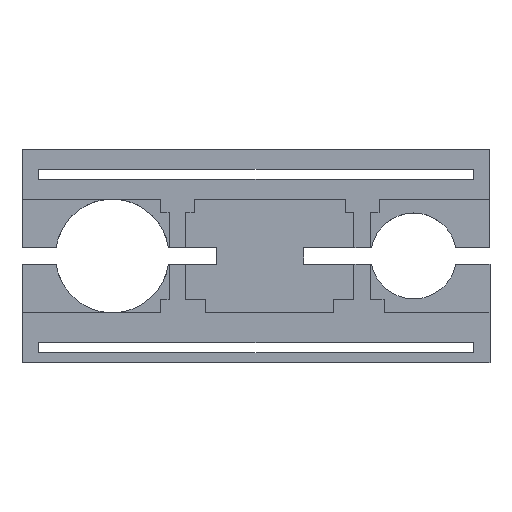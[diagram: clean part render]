
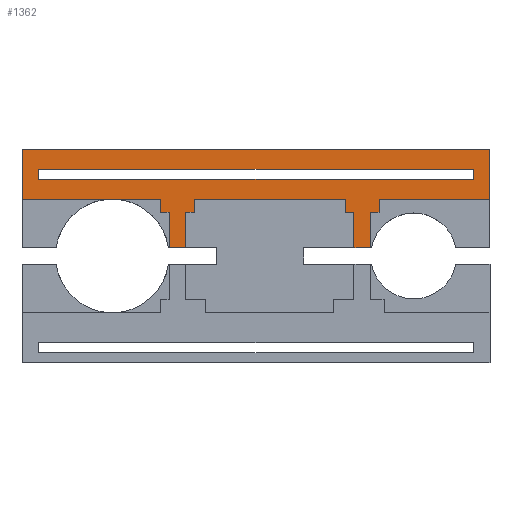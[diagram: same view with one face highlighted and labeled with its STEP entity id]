
A CAD part, top view. The second image highlights one B-rep face of the part: STEP entity #1362.
In plain terms, the highlighted planar face has unit normal (0, 0, 1).
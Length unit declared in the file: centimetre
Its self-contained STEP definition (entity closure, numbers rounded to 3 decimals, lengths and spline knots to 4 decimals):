
#32=FACE_BOUND('',#107,.T.);
#36=FACE_OUTER_BOUND('',#106,.T.);
#106=EDGE_LOOP('',(#892,#893,#894,#895,#896,#897,#898,#899,#900,#901,#902,
#903,#904,#905,#906,#907,#908,#909,#910,#911,#912));
#107=EDGE_LOOP('',(#913,#914,#915,#916));
#180=LINE('',#1870,#370);
#181=LINE('',#1872,#371);
#182=LINE('',#1874,#372);
#183=LINE('',#1876,#373);
#184=LINE('',#1878,#374);
#185=LINE('',#1880,#375);
#186=LINE('',#1882,#376);
#187=LINE('',#1884,#377);
#188=LINE('',#1886,#378);
#189=LINE('',#1888,#379);
#190=LINE('',#1890,#380);
#191=LINE('',#1892,#381);
#192=LINE('',#1894,#382);
#193=LINE('',#1896,#383);
#194=LINE('',#1898,#384);
#195=LINE('',#1900,#385);
#196=LINE('',#1902,#386);
#197=LINE('',#1904,#387);
#198=LINE('',#1906,#388);
#199=LINE('',#1908,#389);
#200=LINE('',#1909,#390);
#201=LINE('',#1912,#391);
#202=LINE('',#1914,#392);
#203=LINE('',#1916,#393);
#204=LINE('',#1917,#394);
#370=VECTOR('',#1518,1.);
#371=VECTOR('',#1519,1.);
#372=VECTOR('',#1520,1.);
#373=VECTOR('',#1521,1.);
#374=VECTOR('',#1522,1.);
#375=VECTOR('',#1523,1.);
#376=VECTOR('',#1524,1.);
#377=VECTOR('',#1525,1.);
#378=VECTOR('',#1526,1.);
#379=VECTOR('',#1527,1.);
#380=VECTOR('',#1528,1.);
#381=VECTOR('',#1529,1.);
#382=VECTOR('',#1530,1.);
#383=VECTOR('',#1531,1.);
#384=VECTOR('',#1532,1.);
#385=VECTOR('',#1533,1.);
#386=VECTOR('',#1534,1.);
#387=VECTOR('',#1535,1.);
#388=VECTOR('',#1536,1.);
#389=VECTOR('',#1537,1.);
#390=VECTOR('',#1538,1.);
#391=VECTOR('',#1539,1.);
#392=VECTOR('',#1540,1.);
#393=VECTOR('',#1541,1.);
#394=VECTOR('',#1542,1.);
#560=VERTEX_POINT('',#1868);
#561=VERTEX_POINT('',#1869);
#562=VERTEX_POINT('',#1871);
#563=VERTEX_POINT('',#1873);
#564=VERTEX_POINT('',#1875);
#565=VERTEX_POINT('',#1877);
#566=VERTEX_POINT('',#1879);
#567=VERTEX_POINT('',#1881);
#568=VERTEX_POINT('',#1883);
#569=VERTEX_POINT('',#1885);
#570=VERTEX_POINT('',#1887);
#571=VERTEX_POINT('',#1889);
#572=VERTEX_POINT('',#1891);
#573=VERTEX_POINT('',#1893);
#574=VERTEX_POINT('',#1895);
#575=VERTEX_POINT('',#1897);
#576=VERTEX_POINT('',#1899);
#577=VERTEX_POINT('',#1901);
#578=VERTEX_POINT('',#1903);
#579=VERTEX_POINT('',#1905);
#580=VERTEX_POINT('',#1907);
#581=VERTEX_POINT('',#1910);
#582=VERTEX_POINT('',#1911);
#583=VERTEX_POINT('',#1913);
#584=VERTEX_POINT('',#1915);
#692=EDGE_CURVE('',#560,#561,#180,.T.);
#693=EDGE_CURVE('',#562,#561,#181,.T.);
#694=EDGE_CURVE('',#563,#562,#182,.T.);
#695=EDGE_CURVE('',#564,#563,#183,.T.);
#696=EDGE_CURVE('',#565,#564,#184,.T.);
#697=EDGE_CURVE('',#566,#565,#185,.T.);
#698=EDGE_CURVE('',#567,#566,#186,.T.);
#699=EDGE_CURVE('',#568,#567,#187,.T.);
#700=EDGE_CURVE('',#569,#568,#188,.T.);
#701=EDGE_CURVE('',#570,#569,#189,.T.);
#702=EDGE_CURVE('',#571,#570,#190,.T.);
#703=EDGE_CURVE('',#572,#571,#191,.T.);
#704=EDGE_CURVE('',#573,#572,#192,.T.);
#705=EDGE_CURVE('',#573,#574,#193,.T.);
#706=EDGE_CURVE('',#575,#574,#194,.T.);
#707=EDGE_CURVE('',#576,#575,#195,.T.);
#708=EDGE_CURVE('',#577,#576,#196,.T.);
#709=EDGE_CURVE('',#578,#577,#197,.T.);
#710=EDGE_CURVE('',#579,#578,#198,.T.);
#711=EDGE_CURVE('',#580,#579,#199,.T.);
#712=EDGE_CURVE('',#560,#580,#200,.T.);
#713=EDGE_CURVE('',#581,#582,#201,.T.);
#714=EDGE_CURVE('',#582,#583,#202,.T.);
#715=EDGE_CURVE('',#583,#584,#203,.T.);
#716=EDGE_CURVE('',#584,#581,#204,.T.);
#892=ORIENTED_EDGE('',*,*,#692,.T.);
#893=ORIENTED_EDGE('',*,*,#693,.F.);
#894=ORIENTED_EDGE('',*,*,#694,.F.);
#895=ORIENTED_EDGE('',*,*,#695,.F.);
#896=ORIENTED_EDGE('',*,*,#696,.F.);
#897=ORIENTED_EDGE('',*,*,#697,.F.);
#898=ORIENTED_EDGE('',*,*,#698,.F.);
#899=ORIENTED_EDGE('',*,*,#699,.F.);
#900=ORIENTED_EDGE('',*,*,#700,.F.);
#901=ORIENTED_EDGE('',*,*,#701,.F.);
#902=ORIENTED_EDGE('',*,*,#702,.F.);
#903=ORIENTED_EDGE('',*,*,#703,.F.);
#904=ORIENTED_EDGE('',*,*,#704,.F.);
#905=ORIENTED_EDGE('',*,*,#705,.T.);
#906=ORIENTED_EDGE('',*,*,#706,.F.);
#907=ORIENTED_EDGE('',*,*,#707,.F.);
#908=ORIENTED_EDGE('',*,*,#708,.F.);
#909=ORIENTED_EDGE('',*,*,#709,.F.);
#910=ORIENTED_EDGE('',*,*,#710,.F.);
#911=ORIENTED_EDGE('',*,*,#711,.F.);
#912=ORIENTED_EDGE('',*,*,#712,.F.);
#913=ORIENTED_EDGE('',*,*,#713,.T.);
#914=ORIENTED_EDGE('',*,*,#714,.T.);
#915=ORIENTED_EDGE('',*,*,#715,.T.);
#916=ORIENTED_EDGE('',*,*,#716,.T.);
#1296=PLANE('',#1434);
#1362=ADVANCED_FACE('',(#36,#32),#1296,.T.);
#1434=AXIS2_PLACEMENT_3D('',#1867,#1516,#1517);
#1516=DIRECTION('center_axis',(0.,0.,1.));
#1517=DIRECTION('ref_axis',(1.,0.,0.));
#1518=DIRECTION('',(1.,0.,0.));
#1519=DIRECTION('',(0.,-1.,0.));
#1520=DIRECTION('',(-1.,0.,0.));
#1521=DIRECTION('',(0.,-1.,0.));
#1522=DIRECTION('',(-1.,0.,0.));
#1523=DIRECTION('',(0.,-1.,0.));
#1524=DIRECTION('',(1.,0.,0.));
#1525=DIRECTION('',(0.,1.,0.));
#1526=DIRECTION('',(-1.,0.,0.));
#1527=DIRECTION('',(-1.,0.,0.));
#1528=DIRECTION('',(0.,1.,0.));
#1529=DIRECTION('',(-1.,0.,0.));
#1530=DIRECTION('',(0.,1.,0.));
#1531=DIRECTION('',(1.,0.,0.));
#1532=DIRECTION('',(0.,-1.,0.));
#1533=DIRECTION('',(-1.,0.,0.));
#1534=DIRECTION('',(0.,-1.,0.));
#1535=DIRECTION('',(-1.,0.,0.));
#1536=DIRECTION('',(0.,1.,0.));
#1537=DIRECTION('',(-1.,0.,0.));
#1538=DIRECTION('',(0.,1.,0.));
#1539=DIRECTION('',(-1.,0.,0.));
#1540=DIRECTION('',(0.,1.,0.));
#1541=DIRECTION('',(1.,0.,0.));
#1542=DIRECTION('',(0.,-1.,0.));
#1867=CARTESIAN_POINT('Origin',(4.9901,2.85,0.3));
#1868=CARTESIAN_POINT('',(9.93,3.45,0.3));
#1869=CARTESIAN_POINT('',(10.43,3.45,0.3));
#1870=CARTESIAN_POINT('',(6.7101,3.45,0.3));
#1871=CARTESIAN_POINT('',(10.43,4.5,0.3));
#1872=CARTESIAN_POINT('',(10.43,3.675,0.3));
#1873=CARTESIAN_POINT('',(10.68,4.5,0.3));
#1874=CARTESIAN_POINT('',(10.155,4.5,0.3));
#1875=CARTESIAN_POINT('',(10.68,4.9,0.3));
#1876=CARTESIAN_POINT('',(10.68,3.925,0.3));
#1877=CARTESIAN_POINT('',(14.,4.9,0.3));
#1878=CARTESIAN_POINT('',(14.,4.9,0.3));
#1879=CARTESIAN_POINT('',(14.,6.4,0.3));
#1880=CARTESIAN_POINT('',(14.,4.55,0.3));
#1881=CARTESIAN_POINT('',(0.,6.4,0.3));
#1882=CARTESIAN_POINT('',(10.5,6.4,0.3));
#1883=CARTESIAN_POINT('',(0.,4.9,0.3));
#1884=CARTESIAN_POINT('',(0.,6.025,0.3));
#1885=CARTESIAN_POINT('',(2.7,4.9,0.3));
#1886=CARTESIAN_POINT('',(14.,4.9,0.3));
#1887=CARTESIAN_POINT('',(4.15,4.9,0.3));
#1888=CARTESIAN_POINT('',(14.,4.9,0.3));
#1889=CARTESIAN_POINT('',(4.15,4.5,0.3));
#1890=CARTESIAN_POINT('',(4.15,3.675,0.3));
#1891=CARTESIAN_POINT('',(4.4,4.5,0.3));
#1892=CARTESIAN_POINT('',(4.6951,4.5,0.3));
#1893=CARTESIAN_POINT('',(4.4,3.45,0.3));
#1894=CARTESIAN_POINT('',(4.4,3.15,0.3));
#1895=CARTESIAN_POINT('',(4.9,3.45,0.3));
#1896=CARTESIAN_POINT('',(4.6951,3.45,0.3));
#1897=CARTESIAN_POINT('',(4.9,4.5,0.3));
#1898=CARTESIAN_POINT('',(4.9,3.675,0.3));
#1899=CARTESIAN_POINT('',(5.15,4.5,0.3));
#1900=CARTESIAN_POINT('',(5.0701,4.5,0.3));
#1901=CARTESIAN_POINT('',(5.15,4.9,0.3));
#1902=CARTESIAN_POINT('',(5.15,3.925,0.3));
#1903=CARTESIAN_POINT('',(9.68,4.9,0.3));
#1904=CARTESIAN_POINT('',(14.,4.9,0.3));
#1905=CARTESIAN_POINT('',(9.68,4.5,0.3));
#1906=CARTESIAN_POINT('',(9.68,3.675,0.3));
#1907=CARTESIAN_POINT('',(9.93,4.5,0.3));
#1908=CARTESIAN_POINT('',(9.78,4.5,0.3));
#1909=CARTESIAN_POINT('',(9.93,3.15,0.3));
#1910=CARTESIAN_POINT('',(13.5,5.5,0.3));
#1911=CARTESIAN_POINT('',(0.5,5.5,0.3));
#1912=CARTESIAN_POINT('',(9.2451,5.5,0.3));
#1913=CARTESIAN_POINT('',(0.5,5.8,0.3));
#1914=CARTESIAN_POINT('',(0.5,4.175,0.3));
#1915=CARTESIAN_POINT('',(13.5,5.8,0.3));
#1916=CARTESIAN_POINT('',(2.7451,5.8,0.3));
#1917=CARTESIAN_POINT('',(13.5,4.325,0.3));
